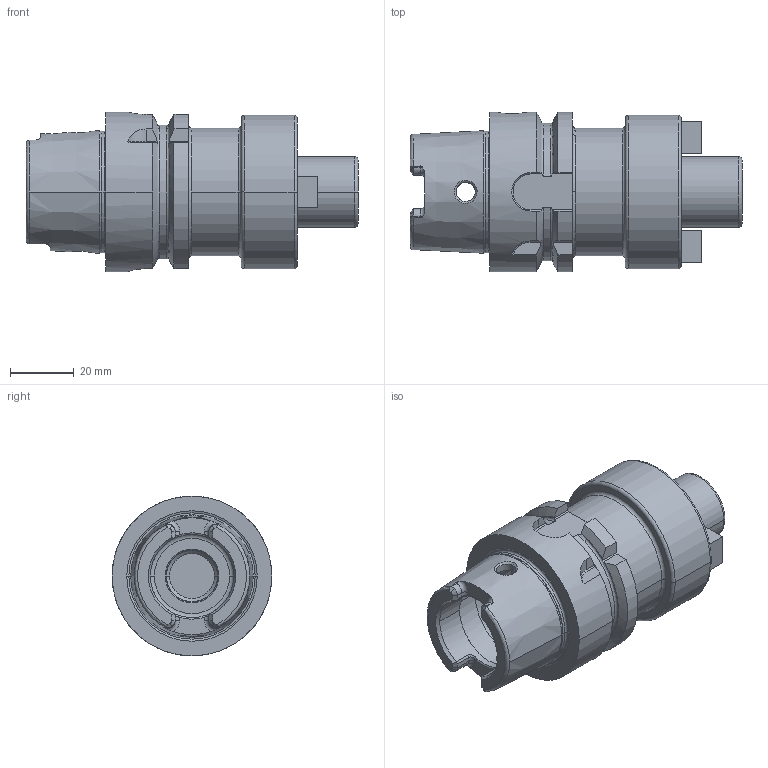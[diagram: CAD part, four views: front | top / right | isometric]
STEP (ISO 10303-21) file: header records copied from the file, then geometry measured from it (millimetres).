
FILE_DESCRIPTION((''),'2;1');
FILE_NAME('A50-050-22','2011-08-31T',('mei'),(''),'PRO/ENGINEER BY PARAMETRIC TECHNOLOGY CORPORATION, 2010430','PRO/ENGINEER BY PARAMETRIC TECHNOLOGY CORPORATION, 2010430','');
FILE_SCHEMA(('CONFIG_CONTROL_DESIGN'));
Length unit declared in the file: millimetre
Products named in the file (1): A50-050-22
Bounding box: 103.9 x 50 x 50 mm (x, y, z)
Volume: 108067 mm3; surface area: 24209.5 mm2
Topology: 1 solids, 3 shells, 209 faces, 528 edges, 325 vertices
Faces by surface type: plane 76, cylinder 55, torus 36, cone 32, bspline 8, extrusion 2
Entity records: 7459 total; most frequent: CARTESIAN_POINT 2501, ORIENTED_EDGE 1044, DIRECTION 1008, EDGE_CURVE 526, AXIS2_PLACEMENT_3D 390, VERTEX_POINT 325, VECTOR 228, LINE 226
